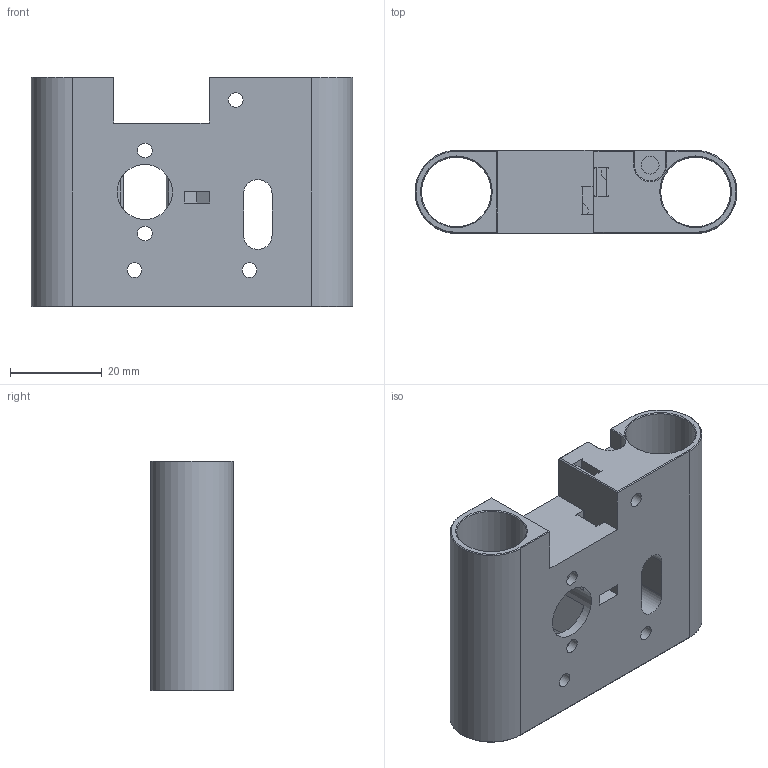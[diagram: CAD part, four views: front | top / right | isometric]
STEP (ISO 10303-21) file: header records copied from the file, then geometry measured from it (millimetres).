
FILE_DESCRIPTION(('FreeCAD Model'),'2;1');
FILE_NAME('Open CASCADE Shape Model','2025-03-16T13:10:49',(''),(''), 'Open CASCADE STEP processor 7.8','FreeCAD','Unknown');
FILE_SCHEMA(('AUTOMOTIVE_DESIGN { 1 0 10303 214 1 1 1 1 }'));
Length unit declared in the file: millimetre
Products named in the file (1): Тело
Bounding box: 70 x 18 x 50 mm (x, y, z)
Volume: 26478.5 mm3; surface area: 18600.6 mm2
Topology: 1 solids, 3 shells, 150 faces, 385 edges, 247 vertices
Faces by surface type: plane 113, cylinder 25, cone 12
Full cylindrical faces by diameter (mm): 3.2 x7, 3.3 x2, 3.8 x1, 3.9 x1, 12 x1, 15.175 x2
Entity records: 4546 total; most frequent: CARTESIAN_POINT 784, ORIENTED_EDGE 770, DIRECTION 754, EDGE_CURVE 385, LINE 316, VECTOR 316, VERTEX_POINT 247, AXIS2_PLACEMENT_3D 219
